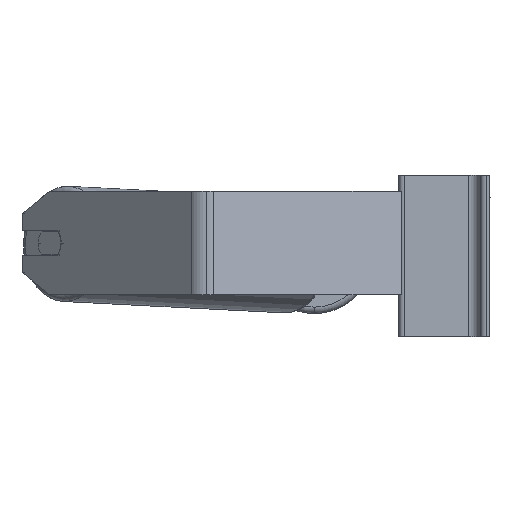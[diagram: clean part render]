
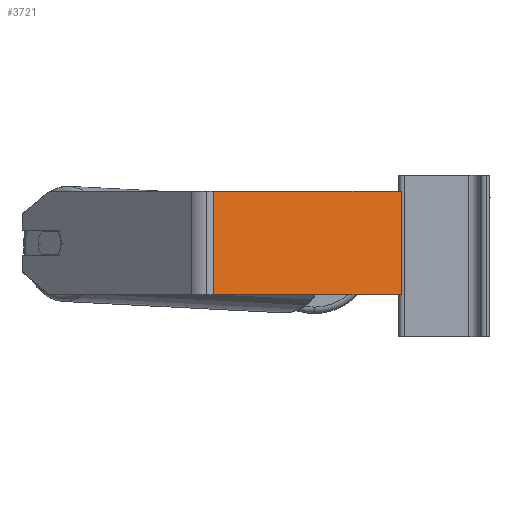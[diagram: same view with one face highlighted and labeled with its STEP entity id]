
A CAD part, left-side view. The second image highlights one B-rep face of the part: STEP entity #3721.
In plain terms, the highlighted planar face has unit normal (-0.94, -0.342, 0).
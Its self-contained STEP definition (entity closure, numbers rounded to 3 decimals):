
#162 = PLANE ( 'NONE',  #9755 ) ;
#358 = ORIENTED_EDGE ( 'NONE', *, *, #5427, .T. ) ;
#369 = CARTESIAN_POINT ( 'NONE',  ( -412.518, 15.948, -30. ) ) ;
#862 = ORIENTED_EDGE ( 'NONE', *, *, #7993, .F. ) ;
#947 = FACE_OUTER_BOUND ( 'NONE', #6431, .T. ) ;
#1375 = CARTESIAN_POINT ( 'NONE',  ( -412.518, 15.948, 50. ) ) ;
#1422 = VERTEX_POINT ( 'NONE', #369 ) ;
#1425 = LINE ( 'NONE', #3103, #2845 ) ;
#1592 = DIRECTION ( 'NONE',  ( 0., 0., -1. ) ) ;
#1891 = DIRECTION ( 'NONE',  ( 0.94, 0.342, 0. ) ) ;
#2128 = VERTEX_POINT ( 'NONE', #5196 ) ;
#2444 = ORIENTED_EDGE ( 'NONE', *, *, #5884, .T. ) ;
#2845 = VECTOR ( 'NONE', #10781, 1000. ) ;
#2895 = CARTESIAN_POINT ( 'NONE',  ( -465.271, 160.887, 50. ) ) ;
#3103 = CARTESIAN_POINT ( 'NONE',  ( -468.757, 170.465, -30. ) ) ;
#3510 = CARTESIAN_POINT ( 'NONE',  ( -465.271, 160.887, 50. ) ) ;
#3567 = CARTESIAN_POINT ( 'NONE',  ( -468.757, 170.465, 50. ) ) ;
#3721 = ADVANCED_FACE ( 'NONE', ( #947 ), #162, .F. ) ;
#4116 = EDGE_CURVE ( 'NONE', #8431, #6514, #5494, .T. ) ;
#4499 = CARTESIAN_POINT ( 'NONE',  ( -468.757, 170.465, 50. ) ) ;
#4551 = CARTESIAN_POINT ( 'NONE',  ( -412.518, 15.948, 50. ) ) ;
#4626 = ORIENTED_EDGE ( 'NONE', *, *, #4116, .F. ) ;
#5196 = CARTESIAN_POINT ( 'NONE',  ( -465.271, 160.887, -30. ) ) ;
#5427 = EDGE_CURVE ( 'NONE', #8431, #2128, #10522, .T. ) ;
#5494 = LINE ( 'NONE', #4499, #10662 ) ;
#5604 = LINE ( 'NONE', #1375, #8746 ) ;
#5884 = EDGE_CURVE ( 'NONE', #2128, #1422, #1425, .T. ) ;
#6078 = DIRECTION ( 'NONE',  ( -0.342, 0.94, 0. ) ) ;
#6288 = DIRECTION ( 'NONE',  ( 0., 0., -1. ) ) ;
#6431 = EDGE_LOOP ( 'NONE', ( #2444, #862, #4626, #358 ) ) ;
#6514 = VERTEX_POINT ( 'NONE', #4551 ) ;
#7018 = DIRECTION ( 'NONE',  ( 0.342, -0.94, 0. ) ) ;
#7989 = VECTOR ( 'NONE', #6288, 1000. ) ;
#7993 = EDGE_CURVE ( 'NONE', #6514, #1422, #5604, .T. ) ;
#8431 = VERTEX_POINT ( 'NONE', #3510 ) ;
#8746 = VECTOR ( 'NONE', #1592, 1000. ) ;
#9755 = AXIS2_PLACEMENT_3D ( 'NONE', #3567, #1891, #6078 ) ;
#10522 = LINE ( 'NONE', #2895, #7989 ) ;
#10662 = VECTOR ( 'NONE', #7018, 1000. ) ;
#10781 = DIRECTION ( 'NONE',  ( 0.342, -0.94, 0. ) ) ;
